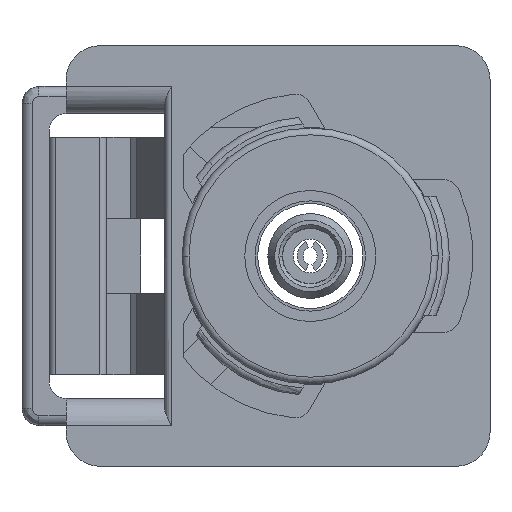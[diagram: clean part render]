
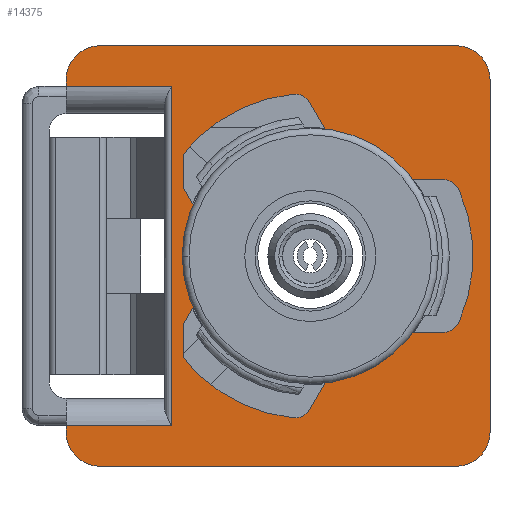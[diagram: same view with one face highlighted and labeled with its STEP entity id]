
A CAD part, left-side view. The second image highlights one B-rep face of the part: STEP entity #14375.
In plain terms, the highlighted planar face has unit normal (-1, 0, 0).
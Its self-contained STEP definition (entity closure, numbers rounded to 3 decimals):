
#3701=CARTESIAN_POINT('',(9.02,0.,0.));
#3702=DIRECTION('',(-1.,0.,0.));
#3703=DIRECTION('',(0.,-0.913,-0.407));
#3704=AXIS2_PLACEMENT_3D('',#3701,#3702,#3703);
#3706=CARTESIAN_POINT('',(9.02,-3.928,1.75));
#3707=DIRECTION('',(-1.,0.,0.));
#3708=DIRECTION('',(0.,-0.913,0.407));
#3709=AXIS2_PLACEMENT_3D('',#3706,#3707,#3708);
#3711=DIRECTION('',(0.,1.,0.));
#3712=VECTOR('',#3711,1.652);
#3713=CARTESIAN_POINT('',(9.02,-3.928,2.25));
#3714=LINE('',#3713,#3712);
#3715=CARTESIAN_POINT('',(9.02,0.,0.));
#3716=DIRECTION('',(-1.,0.,0.));
#3717=DIRECTION('',(0.,-0.711,0.703));
#3718=AXIS2_PLACEMENT_3D('',#3715,#3716,#3717);
#3720=DIRECTION('',(0.,0.5,0.866));
#3721=VECTOR('',#3720,1.65);
#3722=CARTESIAN_POINT('',(9.02,-0.807,3.097));
#3723=LINE('',#3722,#3721);
#3724=CARTESIAN_POINT('',(9.02,0.451,4.276));
#3725=DIRECTION('',(-1.,0.,0.));
#3726=DIRECTION('',(0.,-0.866,0.5));
#3727=AXIS2_PLACEMENT_3D('',#3724,#3725,#3726);
#3729=CARTESIAN_POINT('',(9.02,0.,0.));
#3730=DIRECTION('',(-1.,0.,0.));
#3731=DIRECTION('',(0.,0.105,0.994));
#3732=AXIS2_PLACEMENT_3D('',#3729,#3730,#3731);
#3734=DIRECTION('',(0.,0.,-1.));
#3735=VECTOR('',#3734,0.982);
#3736=CARTESIAN_POINT('',(9.02,3.75,2.996));
#3737=LINE('',#3736,#3735);
#3738=DIRECTION('',(0.,-0.5,-0.866));
#3739=VECTOR('',#3738,1.347);
#3740=CARTESIAN_POINT('',(9.02,3.75,2.014));
#3741=LINE('',#3740,#3739);
#3742=CARTESIAN_POINT('',(9.02,0.,0.));
#3743=DIRECTION('',(-1.,0.,0.));
#3744=DIRECTION('',(0.,0.964,0.266));
#3745=AXIS2_PLACEMENT_3D('',#3742,#3743,#3744);
#3747=DIRECTION('',(0.,0.5,-0.866));
#3748=VECTOR('',#3747,1.347);
#3749=CARTESIAN_POINT('',(9.02,3.077,-0.847));
#3750=LINE('',#3749,#3748);
#3751=DIRECTION('',(0.,0.,-1.));
#3752=VECTOR('',#3751,0.982);
#3753=CARTESIAN_POINT('',(9.02,3.75,-2.014));
#3754=LINE('',#3753,#3752);
#3755=CARTESIAN_POINT('',(9.02,0.,0.));
#3756=DIRECTION('',(-1.,0.,0.));
#3757=DIRECTION('',(0.,0.781,-0.624));
#3758=AXIS2_PLACEMENT_3D('',#3755,#3756,#3757);
#3760=CARTESIAN_POINT('',(9.02,0.451,-4.276));
#3761=DIRECTION('',(-1.,0.,0.));
#3762=DIRECTION('',(0.,0.105,-0.994));
#3763=AXIS2_PLACEMENT_3D('',#3760,#3761,#3762);
#3765=DIRECTION('',(0.,-0.5,0.866));
#3766=VECTOR('',#3765,1.65);
#3767=CARTESIAN_POINT('',(9.02,0.018,-4.526));
#3768=LINE('',#3767,#3766);
#3769=CARTESIAN_POINT('',(9.02,0.,0.));
#3770=DIRECTION('',(-1.,0.,0.));
#3771=DIRECTION('',(0.,-0.252,-0.968));
#3772=AXIS2_PLACEMENT_3D('',#3769,#3770,#3771);
#3774=DIRECTION('',(0.,-1.,0.));
#3775=VECTOR('',#3774,1.652);
#3776=CARTESIAN_POINT('',(9.02,-2.276,-2.25));
#3777=LINE('',#3776,#3775);
#3778=CARTESIAN_POINT('',(9.02,-3.928,-1.75));
#3779=DIRECTION('',(-1.,0.,0.));
#3780=DIRECTION('',(0.,0.,-1.));
#3781=AXIS2_PLACEMENT_3D('',#3778,#3779,#3780);
#3783=CARTESIAN_POINT('',(9.02,-4.3,5.2));
#3784=DIRECTION('',(-1.,0.,0.));
#3785=DIRECTION('',(0.,-1.,0.));
#3786=AXIS2_PLACEMENT_3D('',#3783,#3784,#3785);
#3788=CARTESIAN_POINT('',(9.02,-4.3,-5.2));
#3789=DIRECTION('',(-1.,0.,0.));
#3790=DIRECTION('',(0.,0.,-1.));
#3791=AXIS2_PLACEMENT_3D('',#3788,#3789,#3790);
#3793=DIRECTION('',(0.,-1.,0.));
#3794=VECTOR('',#3793,10.5);
#3795=CARTESIAN_POINT('',(9.02,6.2,-6.2));
#3796=LINE('',#3795,#3794);
#3797=CARTESIAN_POINT('',(9.02,6.2,-5.2));
#3798=DIRECTION('',(-1.,0.,0.));
#3799=DIRECTION('',(0.,1.,0.));
#3800=AXIS2_PLACEMENT_3D('',#3797,#3798,#3799);
#3802=DIRECTION('',(0.,0.,1.));
#3803=VECTOR('',#3802,0.2);
#3804=CARTESIAN_POINT('',(9.02,7.2,-5.2));
#3805=LINE('',#3804,#3803);
#3806=DIRECTION('',(0.,0.,1.));
#3807=VECTOR('',#3806,10.);
#3808=CARTESIAN_POINT('',(9.02,4.1,-5.));
#3809=LINE('',#3808,#3807);
#3810=DIRECTION('',(0.,0.,1.));
#3811=VECTOR('',#3810,0.2);
#3812=CARTESIAN_POINT('',(9.02,7.2,5.));
#3813=LINE('',#3812,#3811);
#3814=CARTESIAN_POINT('',(9.02,6.2,5.2));
#3815=DIRECTION('',(-1.,0.,0.));
#3816=DIRECTION('',(0.,0.,1.));
#3817=AXIS2_PLACEMENT_3D('',#3814,#3815,#3816);
#3819=DIRECTION('',(0.,1.,0.));
#3820=VECTOR('',#3819,10.5);
#3821=CARTESIAN_POINT('',(9.02,-4.3,6.2));
#3822=LINE('',#3821,#3820);
#3851=DIRECTION('',(0.,0.,1.));
#3852=VECTOR('',#3851,10.4);
#3853=CARTESIAN_POINT('',(9.02,-5.3,-5.2));
#3854=LINE('',#3853,#3852);
#7203=DIRECTION('',(0.,1.,0.));
#7204=VECTOR('',#7203,3.1);
#7205=CARTESIAN_POINT('',(9.02,4.1,-5.));
#7206=LINE('',#7205,#7204);
#7207=DIRECTION('',(0.,-1.,0.));
#7208=VECTOR('',#7207,3.1);
#7209=CARTESIAN_POINT('',(9.02,7.2,5.));
#7210=LINE('',#7209,#7208);
#10880=CARTESIAN_POINT('',(9.02,7.2,-5.));
#10882=VERTEX_POINT('',#10880);
#10890=CARTESIAN_POINT('',(9.02,7.2,5.));
#10891=VERTEX_POINT('',#10890);
#10916=CARTESIAN_POINT('',(9.02,3.077,-0.847));
#10917=CARTESIAN_POINT('',(9.02,3.75,-2.014));
#10918=VERTEX_POINT('',#10916);
#10919=VERTEX_POINT('',#10917);
#10920=CARTESIAN_POINT('',(9.02,3.077,0.847));
#10921=VERTEX_POINT('',#10920);
#10922=CARTESIAN_POINT('',(9.02,-0.807,-3.097));
#10923=CARTESIAN_POINT('',(9.02,-2.276,-2.25));
#10924=VERTEX_POINT('',#10922);
#10925=VERTEX_POINT('',#10923);
#10926=CARTESIAN_POINT('',(9.02,-2.276,2.25));
#10927=CARTESIAN_POINT('',(9.02,-0.807,3.097));
#10928=VERTEX_POINT('',#10926);
#10929=VERTEX_POINT('',#10927);
#10930=CARTESIAN_POINT('',(9.02,3.75,-2.996));
#10931=VERTEX_POINT('',#10930);
#10932=CARTESIAN_POINT('',(9.02,3.75,2.996));
#10933=CARTESIAN_POINT('',(9.02,3.75,2.014));
#10934=VERTEX_POINT('',#10932);
#10935=VERTEX_POINT('',#10933);
#10963=CARTESIAN_POINT('',(9.02,0.504,-4.773));
#10964=VERTEX_POINT('',#10963);
#10965=CARTESIAN_POINT('',(9.02,0.018,-4.526));
#10966=VERTEX_POINT('',#10965);
#10967=CARTESIAN_POINT('',(9.02,-3.928,-2.25));
#10968=VERTEX_POINT('',#10967);
#10969=CARTESIAN_POINT('',(9.02,-4.385,-1.953));
#10970=CARTESIAN_POINT('',(9.02,-4.385,1.953));
#10971=VERTEX_POINT('',#10969);
#10972=VERTEX_POINT('',#10970);
#10973=CARTESIAN_POINT('',(9.02,-3.928,2.25));
#10974=VERTEX_POINT('',#10973);
#10975=CARTESIAN_POINT('',(9.02,0.018,4.526));
#10976=VERTEX_POINT('',#10975);
#10977=CARTESIAN_POINT('',(9.02,0.504,4.773));
#10978=VERTEX_POINT('',#10977);
#11079=CARTESIAN_POINT('',(9.02,4.1,-5.));
#11080=CARTESIAN_POINT('',(9.02,4.1,5.));
#11081=VERTEX_POINT('',#11079);
#11082=VERTEX_POINT('',#11080);
#11095=CARTESIAN_POINT('',(9.02,-5.3,5.2));
#11096=CARTESIAN_POINT('',(9.02,-4.3,6.2));
#11097=VERTEX_POINT('',#11095);
#11098=VERTEX_POINT('',#11096);
#11099=CARTESIAN_POINT('',(9.02,-4.3,-6.2));
#11100=CARTESIAN_POINT('',(9.02,-5.3,-5.2));
#11101=VERTEX_POINT('',#11099);
#11102=VERTEX_POINT('',#11100);
#11103=CARTESIAN_POINT('',(9.02,6.2,6.2));
#11104=CARTESIAN_POINT('',(9.02,7.2,5.2));
#11105=VERTEX_POINT('',#11103);
#11106=VERTEX_POINT('',#11104);
#11107=CARTESIAN_POINT('',(9.02,7.2,-5.2));
#11108=CARTESIAN_POINT('',(9.02,6.2,-6.2));
#11109=VERTEX_POINT('',#11107);
#11110=VERTEX_POINT('',#11108);
#14306=CARTESIAN_POINT('',(9.02,0.,-5.));
#14307=DIRECTION('',(-1.,0.,0.));
#14308=DIRECTION('',(0.,0.,1.));
#14309=AXIS2_PLACEMENT_3D('',#14306,#14307,#14308);
#14310=PLANE('',#14309);
#14312=ORIENTED_EDGE('',*,*,#14311,.F.);
#14314=ORIENTED_EDGE('',*,*,#14313,.F.);
#14316=ORIENTED_EDGE('',*,*,#14315,.F.);
#14318=ORIENTED_EDGE('',*,*,#14317,.F.);
#14320=ORIENTED_EDGE('',*,*,#14319,.F.);
#14322=ORIENTED_EDGE('',*,*,#14321,.T.);
#14324=ORIENTED_EDGE('',*,*,#14323,.F.);
#14326=ORIENTED_EDGE('',*,*,#14325,.T.);
#14328=ORIENTED_EDGE('',*,*,#14327,.F.);
#14330=ORIENTED_EDGE('',*,*,#14329,.T.);
#14332=ORIENTED_EDGE('',*,*,#14331,.F.);
#14334=ORIENTED_EDGE('',*,*,#14333,.F.);
#14335=EDGE_LOOP('',(#14312,#14314,#14316,#14318,#14320,#14322,#14324,#14326,
#14328,#14330,#14332,#14334));
#14336=FACE_OUTER_BOUND('',#14335,.F.);
#14338=ORIENTED_EDGE('',*,*,#14337,.T.);
#14340=ORIENTED_EDGE('',*,*,#14339,.T.);
#14342=ORIENTED_EDGE('',*,*,#14341,.T.);
#14344=ORIENTED_EDGE('',*,*,#14343,.T.);
#14346=ORIENTED_EDGE('',*,*,#14345,.T.);
#14348=ORIENTED_EDGE('',*,*,#14347,.T.);
#14350=ORIENTED_EDGE('',*,*,#14349,.T.);
#14352=ORIENTED_EDGE('',*,*,#14351,.T.);
#14354=ORIENTED_EDGE('',*,*,#14353,.T.);
#14356=ORIENTED_EDGE('',*,*,#14355,.T.);
#14358=ORIENTED_EDGE('',*,*,#14357,.T.);
#14360=ORIENTED_EDGE('',*,*,#14359,.T.);
#14362=ORIENTED_EDGE('',*,*,#14361,.T.);
#14364=ORIENTED_EDGE('',*,*,#14363,.T.);
#14366=ORIENTED_EDGE('',*,*,#14365,.T.);
#14368=ORIENTED_EDGE('',*,*,#14367,.T.);
#14370=ORIENTED_EDGE('',*,*,#14369,.T.);
#14372=ORIENTED_EDGE('',*,*,#14371,.T.);
#14373=EDGE_LOOP('',(#14338,#14340,#14342,#14344,#14346,#14348,#14350,#14352,
#14354,#14356,#14358,#14360,#14362,#14364,#14366,#14368,#14370,#14372));
#14374=FACE_BOUND('',#14373,.F.);
#3705=CIRCLE('',#3704,4.8);
#3710=CIRCLE('',#3709,0.5);
#3719=CIRCLE('',#3718,3.201);
#3728=CIRCLE('',#3727,0.5);
#3733=CIRCLE('',#3732,4.8);
#3746=CIRCLE('',#3745,3.191);
#3759=CIRCLE('',#3758,4.8);
#3764=CIRCLE('',#3763,0.5);
#3773=CIRCLE('',#3772,3.201);
#3782=CIRCLE('',#3781,0.5);
#3787=CIRCLE('',#3786,1.);
#3792=CIRCLE('',#3791,1.);
#3801=CIRCLE('',#3800,1.);
#3818=CIRCLE('',#3817,1.);
#14311=EDGE_CURVE('',#11097,#11098,#3787,.T.);
#14313=EDGE_CURVE('',#11102,#11097,#3854,.T.);
#14315=EDGE_CURVE('',#11101,#11102,#3792,.T.);
#14317=EDGE_CURVE('',#11110,#11101,#3796,.T.);
#14319=EDGE_CURVE('',#11109,#11110,#3801,.T.);
#14321=EDGE_CURVE('',#11109,#10882,#3805,.T.);
#14323=EDGE_CURVE('',#11081,#10882,#7206,.T.);
#14325=EDGE_CURVE('',#11081,#11082,#3809,.T.);
#14327=EDGE_CURVE('',#10891,#11082,#7210,.T.);
#14329=EDGE_CURVE('',#10891,#11106,#3813,.T.);
#14331=EDGE_CURVE('',#11105,#11106,#3818,.T.);
#14333=EDGE_CURVE('',#11098,#11105,#3822,.T.);
#14337=EDGE_CURVE('',#10971,#10972,#3705,.T.);
#14339=EDGE_CURVE('',#10972,#10974,#3710,.T.);
#14341=EDGE_CURVE('',#10974,#10928,#3714,.T.);
#14343=EDGE_CURVE('',#10928,#10929,#3719,.T.);
#14345=EDGE_CURVE('',#10929,#10976,#3723,.T.);
#14347=EDGE_CURVE('',#10976,#10978,#3728,.T.);
#14349=EDGE_CURVE('',#10978,#10934,#3733,.T.);
#14351=EDGE_CURVE('',#10934,#10935,#3737,.T.);
#14353=EDGE_CURVE('',#10935,#10921,#3741,.T.);
#14355=EDGE_CURVE('',#10921,#10918,#3746,.T.);
#14357=EDGE_CURVE('',#10918,#10919,#3750,.T.);
#14359=EDGE_CURVE('',#10919,#10931,#3754,.T.);
#14361=EDGE_CURVE('',#10931,#10964,#3759,.T.);
#14363=EDGE_CURVE('',#10964,#10966,#3764,.T.);
#14365=EDGE_CURVE('',#10966,#10924,#3768,.T.);
#14367=EDGE_CURVE('',#10924,#10925,#3773,.T.);
#14369=EDGE_CURVE('',#10925,#10968,#3777,.T.);
#14371=EDGE_CURVE('',#10968,#10971,#3782,.T.);
#14375=ADVANCED_FACE('',(#14336,#14374),#14310,.T.);
